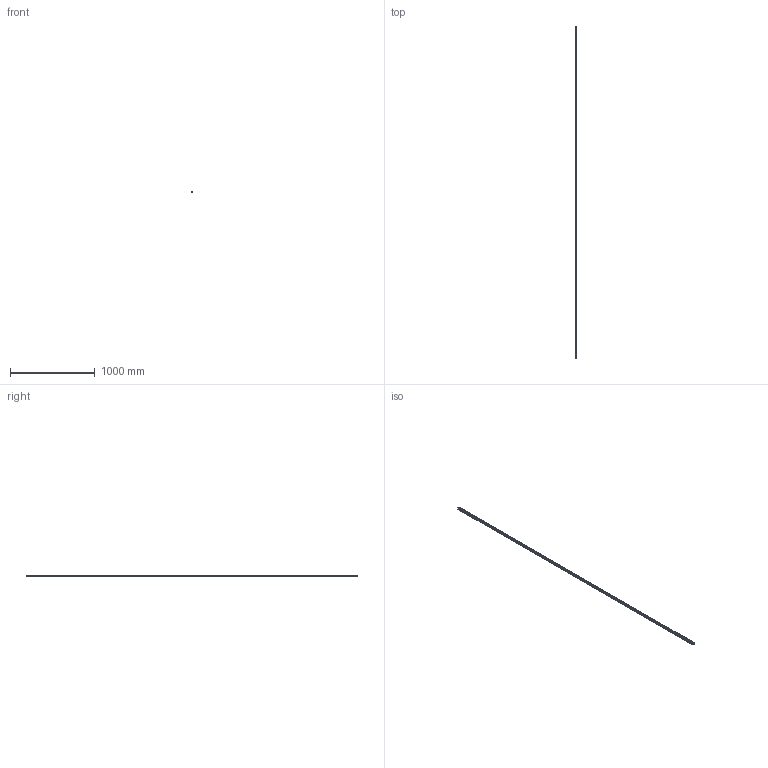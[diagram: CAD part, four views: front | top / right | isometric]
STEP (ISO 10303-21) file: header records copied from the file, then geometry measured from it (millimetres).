
FILE_DESCRIPTION(('STEP AP214'),'1');
FILE_NAME('cctmp_4EDC5371-2938-4DBA-8BEA-110318730080_2021_03_10_12_31_27_0829..stp','2021-03-10T11:31:28',('HIWIN GmbH'),('CADClick - www.CADClick.com'),'Spatial InterOp 3D',' ','unknown authorization');
FILE_SCHEMA(('AUTOMOTIVE_DESIGN'));
Length unit declared in the file: millimetre
Products named in the file (1): RGR25R3920H_FILE
Bounding box: 23 x 3920 x 23.6 mm (x, y, z)
Volume: 1571547.3 mm3; surface area: 486403.2 mm2
Topology: 1 solids, 1 shells, 1296 faces, 2691 edges, 1794 vertices
Faces by surface type: cylinder 804, plane 492
Entity records: 45595 total; most frequent: DIRECTION 6893, CARTESIAN_POINT 5782, ORIENTED_EDGE 5382, AXIS2_PLACEMENT_3D 2905, EDGE_CURVE 2691, VERTEX_POINT 1794, EDGE_LOOP 1693, CIRCLE 1608
